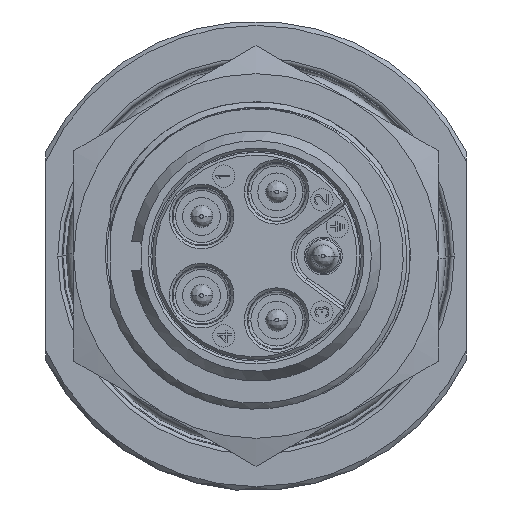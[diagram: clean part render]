
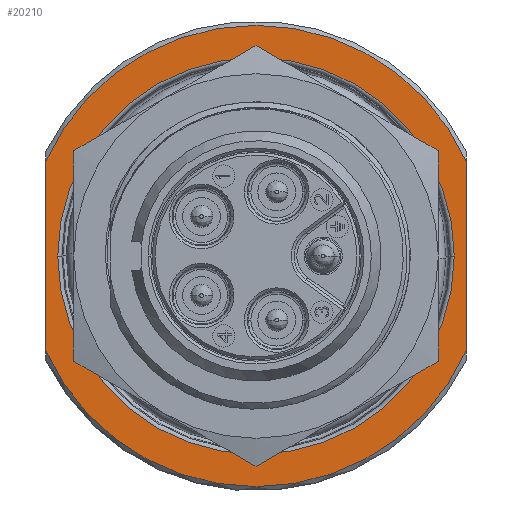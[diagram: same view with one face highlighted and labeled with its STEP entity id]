
A CAD part, left-side view. The second image highlights one B-rep face of the part: STEP entity #20210.
In plain terms, the highlighted planar face has unit normal (-1, 0, 0).
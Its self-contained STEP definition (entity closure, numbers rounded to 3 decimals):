
#276=DIRECTION('',(0.,0.,-1.));
#277=VECTOR('',#276,13.506);
#278=CARTESIAN_POINT('',(20.5,15.,6.753));
#279=LINE('1696',#278,#277);
#280=CARTESIAN_POINT('',(20.5,0.,0.));
#281=DIRECTION('',(1.,0.,0.));
#282=DIRECTION('',(0.,0.912,0.411));
#283=AXIS2_PLACEMENT_3D('',#280,#281,#282);
#285=DIRECTION('',(0.,0.,1.));
#286=VECTOR('',#285,13.506);
#287=CARTESIAN_POINT('',(20.5,-15.,-6.753));
#288=LINE('1697',#287,#286);
#289=CARTESIAN_POINT('',(20.5,0.,0.));
#290=DIRECTION('',(-1.,0.,0.));
#291=DIRECTION('',(0.,0.912,-0.411));
#292=AXIS2_PLACEMENT_3D('',#289,#290,#291);
#304=CARTESIAN_POINT('',(20.5,0.,0.));
#305=DIRECTION('',(1.,0.,0.));
#306=DIRECTION('',(0.,-1.,0.));
#307=AXIS2_PLACEMENT_3D('',#304,#305,#306);
#319=CARTESIAN_POINT('',(20.5,0.,0.));
#320=DIRECTION('',(1.,0.,0.));
#321=DIRECTION('',(0.,1.,0.));
#322=AXIS2_PLACEMENT_3D('',#319,#320,#321);
#16915=CARTESIAN_POINT('',(20.5,15.,6.753));
#16916=CARTESIAN_POINT('',(20.5,15.,-6.753));
#16917=VERTEX_POINT('',#16915);
#16918=VERTEX_POINT('',#16916);
#16919=CARTESIAN_POINT('',(20.5,-15.,-6.753));
#16920=CARTESIAN_POINT('',(20.5,-15.,6.753));
#16921=VERTEX_POINT('',#16919);
#16922=VERTEX_POINT('',#16920);
#16959=CARTESIAN_POINT('',(20.5,-14.139,0.));
#16960=CARTESIAN_POINT('',(20.5,14.139,0.));
#16961=VERTEX_POINT('',#16959);
#16962=VERTEX_POINT('',#16960);
#20192=CARTESIAN_POINT('',(20.5,0.,0.));
#20193=DIRECTION('',(1.,0.,0.));
#20194=DIRECTION('',(0.,-1.,0.));
#20195=AXIS2_PLACEMENT_3D('',#20192,#20193,#20194);
#20196=PLANE('249',#20195);
#20197=ORIENTED_EDGE('1696',*,*,#20105,.F.);
#20199=ORIENTED_EDGE('1711',*,*,#20198,.T.);
#20200=ORIENTED_EDGE('1697',*,*,#20142,.F.);
#20201=ORIENTED_EDGE('1715',*,*,#20185,.F.);
#20202=EDGE_LOOP('249',(#20197,#20199,#20200,#20201));
#20203=FACE_OUTER_BOUND('249',#20202,.F.);
#20205=ORIENTED_EDGE('1737',*,*,#20204,.F.);
#20207=ORIENTED_EDGE('1739',*,*,#20206,.F.);
#20208=EDGE_LOOP('249',(#20205,#20207));
#20209=FACE_BOUND('249',#20208,.F.);
#284=CIRCLE('1711',#283,16.45);
#293=CIRCLE('1715',#292,16.45);
#308=CIRCLE('1737',#307,14.139);
#323=CIRCLE('1739',#322,14.139);
#20105=EDGE_CURVE('1696',#16917,#16918,#279,.T.);
#20142=EDGE_CURVE('1697',#16921,#16922,#288,.T.);
#20185=EDGE_CURVE('1715',#16918,#16921,#293,.T.);
#20198=EDGE_CURVE('1711',#16917,#16922,#284,.T.);
#20204=EDGE_CURVE('1737',#16961,#16962,#308,.T.);
#20206=EDGE_CURVE('1739',#16962,#16961,#323,.T.);
#20210=ADVANCED_FACE('249',(#20203,#20209),#20196,.F.);
